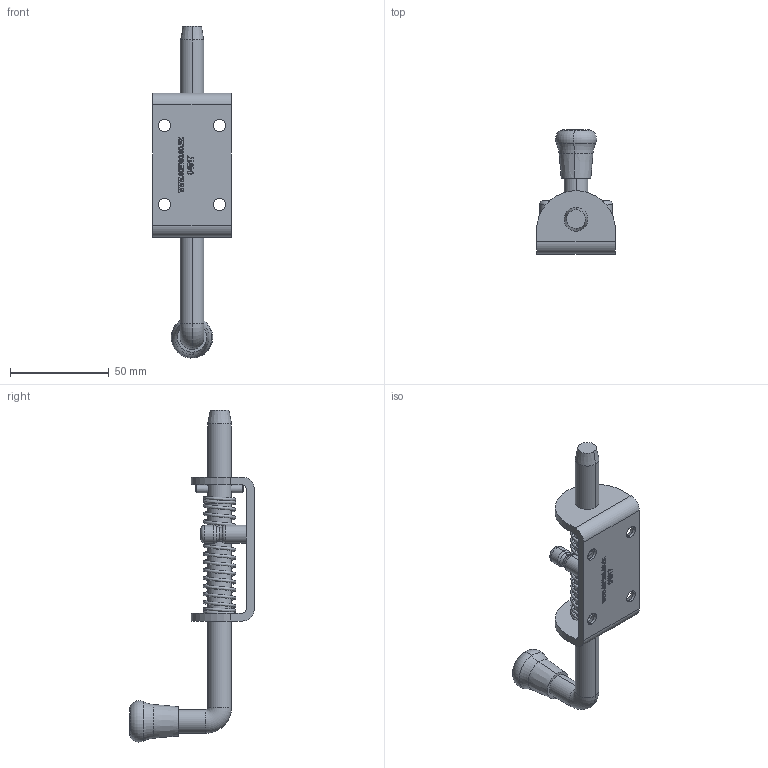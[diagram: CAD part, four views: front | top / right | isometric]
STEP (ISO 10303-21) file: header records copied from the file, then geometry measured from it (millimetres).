
FILE_DESCRIPTION (( 'STEP AP214' ), '1' );
FILE_NAME ('04517-Spring Bolt Stainless Steel 166mm 12mm Pin.STEP', '2019-01-14T03:40:26', ( '' ), ( '' ), 'SwSTEP 2.0', 'SolidWorks 2018', '' );
FILE_SCHEMA (( 'AUTOMOTIVE_DESIGN' ));
Length unit declared in the file: millimetre
Products named in the file (5): Pin Spring Bolt 12mm Pin_4517; Plastic knob for 12mm spring bolt; Pin Spring Bolt 12mm Bracket_4517; 04517-Spring Bolt Stainless Steel 166mm 12mm Pin; Pin Spring Bolt 12mm Spring_4517
Assembly tree (4 placements, depth 2):
  04517-Spring Bolt Stainless Steel 166mm 12mm Pin
    Pin Spring Bolt 12mm Bracket_4517
    Pin Spring Bolt 12mm Pin_4517
    Pin Spring Bolt 12mm Spring_4517
    Plastic knob for 12mm spring bolt
Bounding box: 40 x 63 x 168.35 mm (x, y, z)
Volume: 45731.7 mm3; surface area: 25502.5 mm2
Topology: 4 solids, 4 shells, 368 faces, 940 edges, 609 vertices
Faces by surface type: plane 187, bspline 94, cylinder 44, torus 28, cone 15
Entity records: 22411 total; most frequent: CARTESIAN_POINT 13820, ORIENTED_EDGE 1880, DIRECTION 1463, EDGE_CURVE 940, VERTEX_POINT 609, LINE 591, VECTOR 591, AXIS2_PLACEMENT_3D 436
